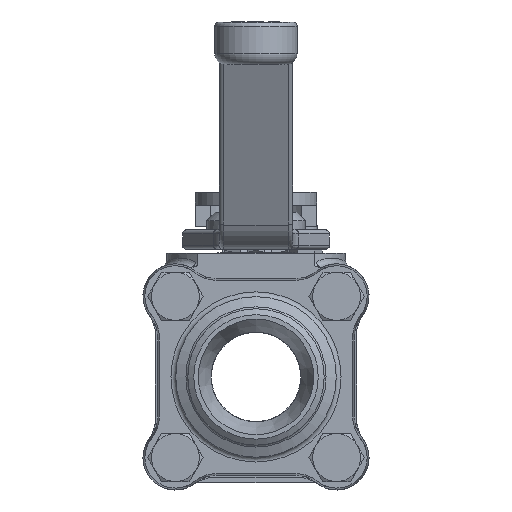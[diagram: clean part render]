
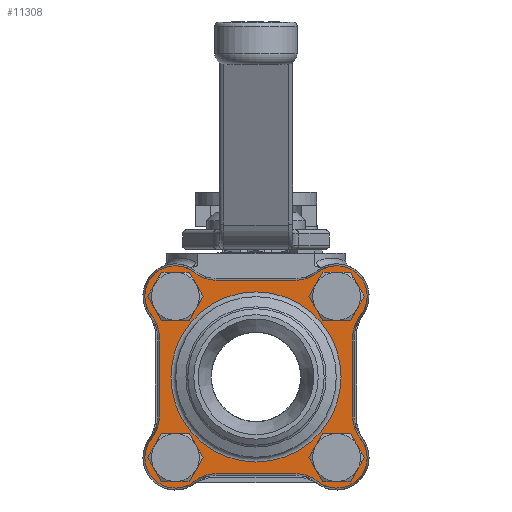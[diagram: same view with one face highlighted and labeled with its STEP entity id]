
A CAD part, front view. The second image highlights one B-rep face of the part: STEP entity #11308.
In plain terms, the highlighted face is planar.
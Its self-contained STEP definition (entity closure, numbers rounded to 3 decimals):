
#516=LINE('',#17588,#1425);
#521=LINE('',#17604,#1430);
#522=LINE('',#17636,#1431);
#523=LINE('',#17643,#1432);
#1425=VECTOR('',#13756,28.343);
#1430=VECTOR('',#13775,28.343);
#1431=VECTOR('',#13814,28.343);
#1432=VECTOR('',#13821,28.343);
#2432=PLANE('',#12169);
#2767=FACE_BOUND('',#3700,.T.);
#2768=FACE_BOUND('',#3701,.T.);
#2769=FACE_BOUND('',#3702,.T.);
#2770=FACE_BOUND('',#3703,.T.);
#2771=FACE_BOUND('',#3704,.T.);
#2954=FACE_OUTER_BOUND('',#3699,.T.);
#3699=EDGE_LOOP('',(#8175,#8176,#8177,#8178,#8179,#8180,#8181,#8182,#8183,
#8184,#8185,#8186,#8187,#8188,#8189,#8190));
#3700=EDGE_LOOP('',(#8191));
#3701=EDGE_LOOP('',(#8192));
#3702=EDGE_LOOP('',(#8193));
#3703=EDGE_LOOP('',(#8194));
#3704=EDGE_LOOP('',(#8195));
#4451=CIRCLE('',#12141,11.983);
#4452=CIRCLE('',#12143,10.817);
#4453=CIRCLE('',#12145,11.983);
#4454=CIRCLE('',#12148,11.983);
#4455=CIRCLE('',#12150,10.817);
#4456=CIRCLE('',#12152,11.983);
#4464=CIRCLE('',#12167,30.15);
#4465=CIRCLE('',#12170,11.983);
#4466=CIRCLE('',#12171,10.817);
#4467=CIRCLE('',#12172,11.983);
#4468=CIRCLE('',#12173,11.983);
#4469=CIRCLE('',#12174,10.817);
#4470=CIRCLE('',#12175,11.983);
#4471=CIRCLE('',#12176,5.25);
#4472=CIRCLE('',#12177,5.25);
#4473=CIRCLE('',#12178,5.25);
#4474=CIRCLE('',#12179,5.25);
#5074=VERTEX_POINT('',#17572);
#5075=VERTEX_POINT('',#17574);
#5076=VERTEX_POINT('',#17578);
#5077=VERTEX_POINT('',#17582);
#5078=VERTEX_POINT('',#17586);
#5079=VERTEX_POINT('',#17590);
#5080=VERTEX_POINT('',#17594);
#5081=VERTEX_POINT('',#17598);
#5082=VERTEX_POINT('',#17602);
#5090=VERTEX_POINT('',#17625);
#5091=VERTEX_POINT('',#17629);
#5092=VERTEX_POINT('',#17631);
#5093=VERTEX_POINT('',#17633);
#5094=VERTEX_POINT('',#17635);
#5095=VERTEX_POINT('',#17637);
#5096=VERTEX_POINT('',#17639);
#5097=VERTEX_POINT('',#17641);
#5098=VERTEX_POINT('',#17644);
#5099=VERTEX_POINT('',#17646);
#5100=VERTEX_POINT('',#17648);
#5101=VERTEX_POINT('',#17650);
#6222=EDGE_CURVE('',#5074,#5075,#4451,.T.);
#6225=EDGE_CURVE('',#5076,#5074,#4452,.T.);
#6227=EDGE_CURVE('',#5077,#5076,#4453,.T.);
#6229=EDGE_CURVE('',#5078,#5077,#516,.T.);
#6231=EDGE_CURVE('',#5079,#5078,#4454,.T.);
#6233=EDGE_CURVE('',#5080,#5079,#4455,.T.);
#6235=EDGE_CURVE('',#5081,#5080,#4456,.T.);
#6237=EDGE_CURVE('',#5082,#5081,#521,.T.);
#6245=EDGE_CURVE('',#5090,#5090,#4464,.T.);
#6246=EDGE_CURVE('',#5091,#5082,#4465,.T.);
#6247=EDGE_CURVE('',#5092,#5091,#4466,.T.);
#6248=EDGE_CURVE('',#5093,#5092,#4467,.T.);
#6249=EDGE_CURVE('',#5094,#5093,#522,.T.);
#6250=EDGE_CURVE('',#5095,#5094,#4468,.T.);
#6251=EDGE_CURVE('',#5096,#5095,#4469,.T.);
#6252=EDGE_CURVE('',#5097,#5096,#4470,.T.);
#6253=EDGE_CURVE('',#5075,#5097,#523,.T.);
#6254=EDGE_CURVE('',#5098,#5098,#4471,.T.);
#6255=EDGE_CURVE('',#5099,#5099,#4472,.T.);
#6256=EDGE_CURVE('',#5100,#5100,#4473,.T.);
#6257=EDGE_CURVE('',#5101,#5101,#4474,.T.);
#8175=ORIENTED_EDGE('',*,*,#6246,.F.);
#8176=ORIENTED_EDGE('',*,*,#6247,.F.);
#8177=ORIENTED_EDGE('',*,*,#6248,.F.);
#8178=ORIENTED_EDGE('',*,*,#6249,.F.);
#8179=ORIENTED_EDGE('',*,*,#6250,.F.);
#8180=ORIENTED_EDGE('',*,*,#6251,.F.);
#8181=ORIENTED_EDGE('',*,*,#6252,.F.);
#8182=ORIENTED_EDGE('',*,*,#6253,.F.);
#8183=ORIENTED_EDGE('',*,*,#6222,.F.);
#8184=ORIENTED_EDGE('',*,*,#6225,.F.);
#8185=ORIENTED_EDGE('',*,*,#6227,.F.);
#8186=ORIENTED_EDGE('',*,*,#6229,.F.);
#8187=ORIENTED_EDGE('',*,*,#6231,.F.);
#8188=ORIENTED_EDGE('',*,*,#6233,.F.);
#8189=ORIENTED_EDGE('',*,*,#6235,.F.);
#8190=ORIENTED_EDGE('',*,*,#6237,.F.);
#8191=ORIENTED_EDGE('',*,*,#6254,.T.);
#8192=ORIENTED_EDGE('',*,*,#6255,.T.);
#8193=ORIENTED_EDGE('',*,*,#6256,.T.);
#8194=ORIENTED_EDGE('',*,*,#6257,.T.);
#8195=ORIENTED_EDGE('',*,*,#6245,.F.);
#11308=ADVANCED_FACE('',(#2954,#2767,#2768,#2769,#2770,#2771),#2432,.T.);
#12141=AXIS2_PLACEMENT_3D('',#17575,#13740,#13741);
#12143=AXIS2_PLACEMENT_3D('',#17580,#13746,#13747);
#12145=AXIS2_PLACEMENT_3D('',#17584,#13751,#13752);
#12148=AXIS2_PLACEMENT_3D('',#17592,#13760,#13761);
#12150=AXIS2_PLACEMENT_3D('',#17596,#13765,#13766);
#12152=AXIS2_PLACEMENT_3D('',#17600,#13770,#13771);
#12167=AXIS2_PLACEMENT_3D('',#17626,#13802,#13803);
#12169=AXIS2_PLACEMENT_3D('',#17628,#13806,#13807);
#12170=AXIS2_PLACEMENT_3D('',#17630,#13808,#13809);
#12171=AXIS2_PLACEMENT_3D('',#17632,#13810,#13811);
#12172=AXIS2_PLACEMENT_3D('',#17634,#13812,#13813);
#12173=AXIS2_PLACEMENT_3D('',#17638,#13815,#13816);
#12174=AXIS2_PLACEMENT_3D('',#17640,#13817,#13818);
#12175=AXIS2_PLACEMENT_3D('',#17642,#13819,#13820);
#12176=AXIS2_PLACEMENT_3D('',#17645,#13822,#13823);
#12177=AXIS2_PLACEMENT_3D('',#17647,#13824,#13825);
#12178=AXIS2_PLACEMENT_3D('',#17649,#13826,#13827);
#12179=AXIS2_PLACEMENT_3D('',#17651,#13828,#13829);
#13740=DIRECTION('center_axis',(0.,1.,0.));
#13741=DIRECTION('ref_axis',(-0.775,0.,-0.632));
#13746=DIRECTION('center_axis',(0.,-1.,0.));
#13747=DIRECTION('ref_axis',(-0.775,0.,-0.632));
#13751=DIRECTION('center_axis',(0.,1.,0.));
#13752=DIRECTION('ref_axis',(0.,0.,1.));
#13756=DIRECTION('',(1.,0.,0.));
#13760=DIRECTION('center_axis',(0.,1.,0.));
#13761=DIRECTION('ref_axis',(-0.632,0.,0.775));
#13765=DIRECTION('center_axis',(0.,-1.,0.));
#13766=DIRECTION('ref_axis',(-0.632,0.,0.775));
#13770=DIRECTION('center_axis',(0.,1.,0.));
#13771=DIRECTION('ref_axis',(1.,0.,0.));
#13775=DIRECTION('',(0.,0.,-1.));
#13802=DIRECTION('center_axis',(0.,1.,0.));
#13803=DIRECTION('ref_axis',(0.,0.,1.));
#13806=DIRECTION('center_axis',(0.,1.,0.));
#13807=DIRECTION('ref_axis',(0.,0.,1.));
#13808=DIRECTION('center_axis',(0.,1.,0.));
#13809=DIRECTION('ref_axis',(0.775,0.,0.632));
#13810=DIRECTION('center_axis',(0.,-1.,0.));
#13811=DIRECTION('ref_axis',(0.775,0.,0.632));
#13812=DIRECTION('center_axis',(0.,1.,0.));
#13813=DIRECTION('ref_axis',(0.,0.,-1.));
#13814=DIRECTION('',(-1.,0.,0.));
#13815=DIRECTION('center_axis',(0.,1.,0.));
#13816=DIRECTION('ref_axis',(0.632,0.,-0.775));
#13817=DIRECTION('center_axis',(0.,-1.,0.));
#13818=DIRECTION('ref_axis',(0.632,0.,-0.775));
#13819=DIRECTION('center_axis',(0.,1.,0.));
#13820=DIRECTION('ref_axis',(-1.,0.,0.));
#13821=DIRECTION('',(0.,0.,1.));
#13822=DIRECTION('center_axis',(0.,-1.,0.));
#13823=DIRECTION('ref_axis',(1.,0.,0.));
#13824=DIRECTION('center_axis',(0.,-1.,0.));
#13825=DIRECTION('ref_axis',(0.,0.,-1.));
#13826=DIRECTION('center_axis',(0.,-1.,0.));
#13827=DIRECTION('ref_axis',(-1.,0.,0.));
#13828=DIRECTION('center_axis',(0.,-1.,0.));
#13829=DIRECTION('ref_axis',(0.,0.,1.));
#17572=CARTESIAN_POINT('',(36.963,11.125,-21.744));
#17574=CARTESIAN_POINT('',(34.267,11.125,-14.171));
#17575=CARTESIAN_POINT('Origin',(46.25,11.125,-14.171));
#17578=CARTESIAN_POINT('',(21.744,11.125,-36.963));
#17580=CARTESIAN_POINT('Origin',(28.58,11.125,-28.58));
#17582=CARTESIAN_POINT('',(14.171,11.125,-34.267));
#17584=CARTESIAN_POINT('Origin',(14.171,11.125,-46.25));
#17586=CARTESIAN_POINT('',(-14.171,11.125,-34.267));
#17588=CARTESIAN_POINT('',(-14.171,11.125,-34.267));
#17590=CARTESIAN_POINT('',(-21.744,11.125,-36.963));
#17592=CARTESIAN_POINT('Origin',(-14.171,11.125,-46.25));
#17594=CARTESIAN_POINT('',(-36.963,11.125,-21.744));
#17596=CARTESIAN_POINT('Origin',(-28.58,11.125,-28.58));
#17598=CARTESIAN_POINT('',(-34.267,11.125,-14.171));
#17600=CARTESIAN_POINT('Origin',(-46.25,11.125,-14.171));
#17602=CARTESIAN_POINT('',(-34.267,11.125,14.171));
#17604=CARTESIAN_POINT('',(-34.267,11.125,14.171));
#17625=CARTESIAN_POINT('',(0.,11.125,-30.15));
#17626=CARTESIAN_POINT('Origin',(0.,11.125,0.));
#17628=CARTESIAN_POINT('Origin',(0.,11.125,0.));
#17629=CARTESIAN_POINT('',(-36.963,11.125,21.744));
#17630=CARTESIAN_POINT('Origin',(-46.25,11.125,14.171));
#17631=CARTESIAN_POINT('',(-21.744,11.125,36.963));
#17632=CARTESIAN_POINT('Origin',(-28.58,11.125,28.58));
#17633=CARTESIAN_POINT('',(-14.171,11.125,34.267));
#17634=CARTESIAN_POINT('Origin',(-14.171,11.125,46.25));
#17635=CARTESIAN_POINT('',(14.171,11.125,34.267));
#17636=CARTESIAN_POINT('',(14.171,11.125,34.267));
#17637=CARTESIAN_POINT('',(21.744,11.125,36.963));
#17638=CARTESIAN_POINT('Origin',(14.171,11.125,46.25));
#17639=CARTESIAN_POINT('',(36.963,11.125,21.744));
#17640=CARTESIAN_POINT('Origin',(28.58,11.125,28.58));
#17641=CARTESIAN_POINT('',(34.267,11.125,14.171));
#17642=CARTESIAN_POINT('Origin',(46.25,11.125,14.171));
#17643=CARTESIAN_POINT('',(34.267,11.125,-14.171));
#17644=CARTESIAN_POINT('',(-33.83,11.125,28.58));
#17645=CARTESIAN_POINT('Origin',(-28.58,11.125,28.58));
#17646=CARTESIAN_POINT('',(28.58,11.125,33.83));
#17647=CARTESIAN_POINT('Origin',(28.58,11.125,28.58));
#17648=CARTESIAN_POINT('',(33.83,11.125,-28.58));
#17649=CARTESIAN_POINT('Origin',(28.58,11.125,-28.58));
#17650=CARTESIAN_POINT('',(-28.58,11.125,-33.83));
#17651=CARTESIAN_POINT('Origin',(-28.58,11.125,-28.58));
